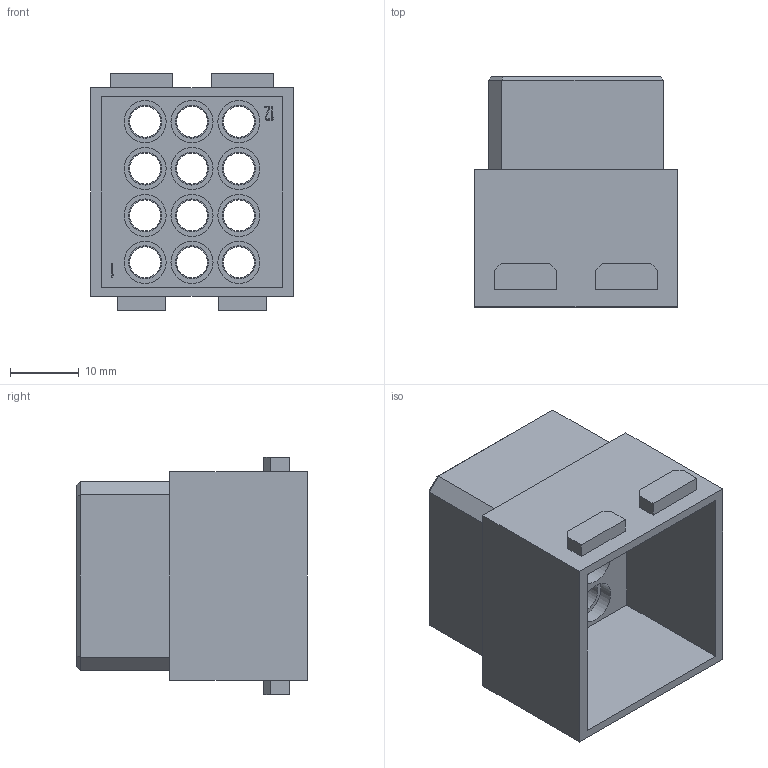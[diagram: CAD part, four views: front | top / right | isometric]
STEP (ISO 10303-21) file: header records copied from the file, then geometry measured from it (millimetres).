
FILE_DESCRIPTION(/* description */ (''),/* implementation_level */ '2;1');
FILE_NAME(/* name */ '100199519ugm000_b.stp',/* time_stamp */ '2017-10-27T12:55:21+02:00',/* author */ (''),/* organization */ (''),/* preprocessor_version */ 'ST-DEVELOPER v16',/* originating_system */ 'SIEMENS PLM Software NX 10.0',/* authorisation */ '');
FILE_SCHEMA (('AUTOMOTIVE_DESIGN { 1 0 10303 214 3 1 1 1 }'));
Length unit declared in the file: millimetre
Products named in the file (1): 100199519ugm000_b
Bounding box: 29.35 x 33.4 x 34.4 mm (x, y, z)
Volume: 9996.1 mm3; surface area: 10359.2 mm2
Topology: 1 solids, 1 shells, 365 faces, 810 edges, 535 vertices
Faces by surface type: plane 241, cylinder 91, cone 24, bspline 9
Full cylindrical faces by diameter (mm): 0.377 x1, 0.493 x1, 4.5 x12, 4.8 x24, 5.35 x12, 5.4 x12, 5.65 x12, 6.1 x12
Entity records: 10481 total; most frequent: CARTESIAN_POINT 1862, DIRECTION 1578, ORIENTED_EDGE 1400, EDGE_CURVE 700, EDGE_LOOP 574, AXIS2_PLACEMENT_3D 539, VERTEX_POINT 522, LINE 500
